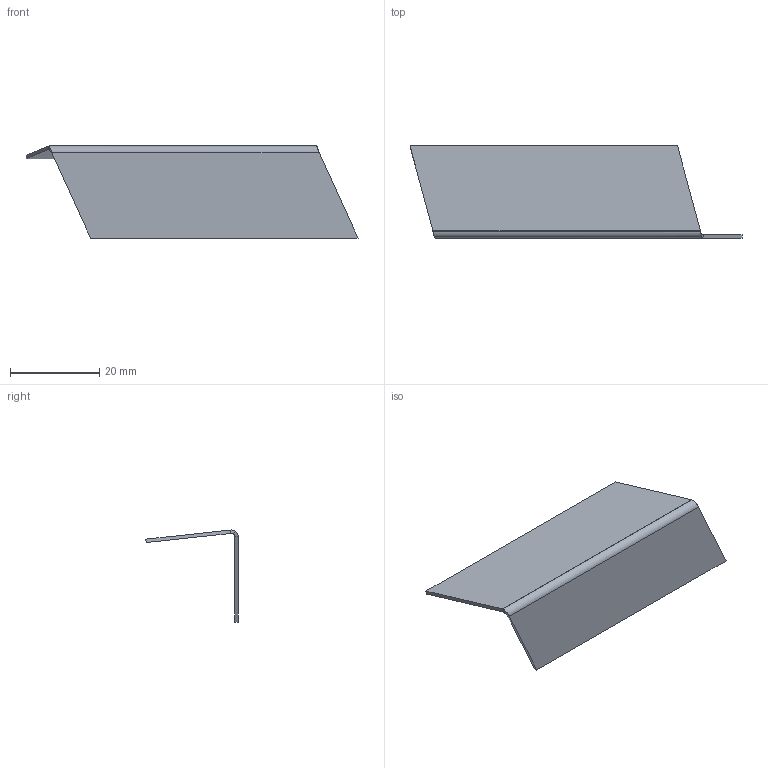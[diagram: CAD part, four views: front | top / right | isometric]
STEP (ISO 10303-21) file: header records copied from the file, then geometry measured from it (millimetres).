
FILE_DESCRIPTION (( 'STEP AP203' ), '1' );
FILE_NAME ('Mirrorjoint-front-right-v01.STEP', '2024-07-13T21:30:28', ( '' ), ( '' ), 'SwSTEP 2.0', 'SolidWorks 2024', '' );
FILE_SCHEMA (( 'CONFIG_CONTROL_DESIGN' ));
Length unit declared in the file: millimetre
Products named in the file (1): Mirrorjoint-front-right-v01
Bounding box: 74.47 x 20.7 x 20.65 mm (x, y, z)
Volume: 1837 mm3; surface area: 4978.2 mm2
Topology: 1 solids, 1 shells, 18 faces, 40 edges, 24 vertices
Faces by surface type: plane 10, cylinder 4, bspline 4
Entity records: 605 total; most frequent: CARTESIAN_POINT 181, ORIENTED_EDGE 80, DIRECTION 52, EDGE_CURVE 40, VERTEX_POINT 24, LINE 22, VECTOR 22, FACE_OUTER_BOUND 18
